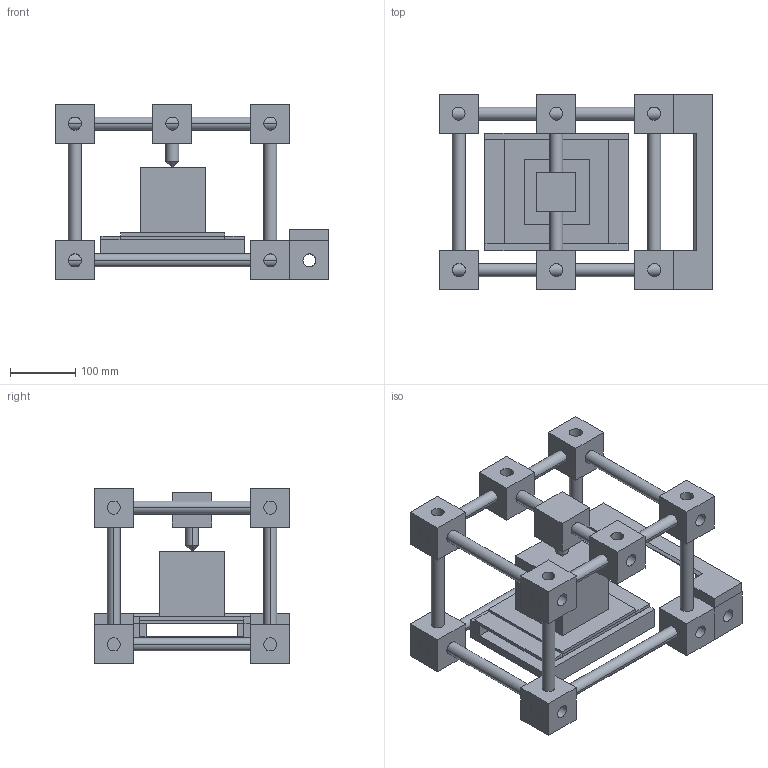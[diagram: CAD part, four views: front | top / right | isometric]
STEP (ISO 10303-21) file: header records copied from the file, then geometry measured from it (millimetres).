
FILE_DESCRIPTION(('CATIA V5 STEP Exchange'),'2;1');
FILE_NAME('Prototipo5.stp','2016-05-01T18:55:02+00:00',('none'),('none'),'CATIA Version 5 Release 19 SP 2 (IN-10)','CATIA V5 STEP AP203','none');
FILE_SCHEMA(('CONFIG_CONTROL_DESIGN'));
Length unit declared in the file: millimetre
Products named in the file (1): Prototipo_5
Assembly tree (35 placements, depth 2):
  Prototipo_5
    #58
    #233
    #520  x2
    #695
    #1025
    #1215  x4
    #1334  x12
    #2124  x4
    #2363  x4
    #2628
    #3090
    #3425
    #3448
    #3471
Bounding box: 420.53 x 300.1 x 270 mm (x, y, z)
Volume: 5301344.9 mm3; surface area: 911118.8 mm2
Topology: 32 solids, 32 shells, 352 faces, 942 edges, 605 vertices
Faces by surface type: cylinder 188, plane 162, cone 2
Entity records: 3413 total; most frequent: CARTESIAN_POINT 682, DIRECTION 508, ORIENTED_EDGE 468, EDGE_CURVE 234, AXIS2_PLACEMENT_3D 183, VECTOR 178, LINE 178, VERTEX_POINT 153
